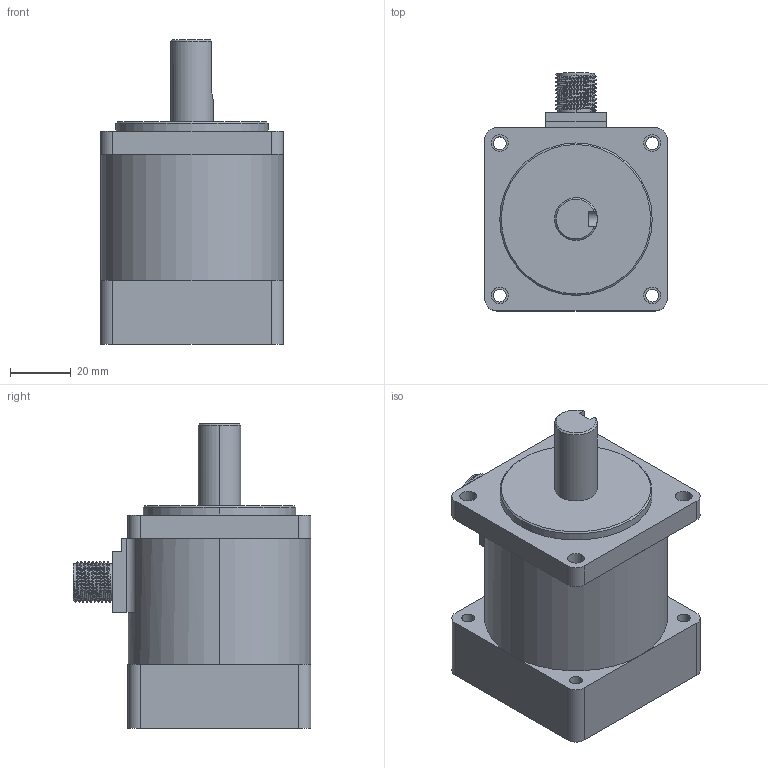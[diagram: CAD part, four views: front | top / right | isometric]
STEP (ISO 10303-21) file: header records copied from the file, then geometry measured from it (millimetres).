
FILE_DESCRIPTION (( 'STEP AP214' ), '1' );
FILE_NAME ('BPC024-24-002.STEP', '2023-06-28T17:48:28', ( '' ), ( '' ), 'SwSTEP 2.0', 'SolidWorks 2019', '' );
FILE_SCHEMA (( 'AUTOMOTIVE_DESIGN' ));
Length unit declared in the file: millimetre
Products named in the file (1): BPC024-24-002
Bounding box: 60 x 78 x 100 mm (x, y, z)
Volume: 197709.7 mm3; surface area: 36222.4 mm2
Topology: 1 solids, 1 shells, 135 faces, 351 edges, 228 vertices
Faces by surface type: cylinder 80, plane 48, cone 4, bspline 3
Entity records: 5964 total; most frequent: CARTESIAN_POINT 2517, ORIENTED_EDGE 702, DIRECTION 683, EDGE_CURVE 351, AXIS2_PLACEMENT_3D 259, VERTEX_POINT 228, EDGE_LOOP 167, VECTOR 165
